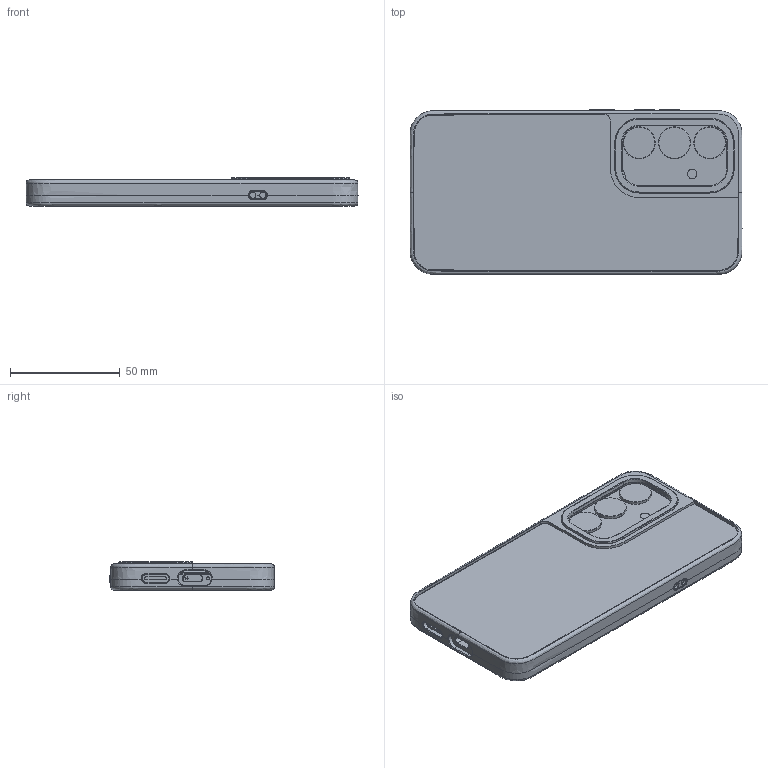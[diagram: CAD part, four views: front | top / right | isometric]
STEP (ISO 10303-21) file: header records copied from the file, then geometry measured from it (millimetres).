
FILE_DESCRIPTION((''),'2;1');
FILE_NAME('SX-S25_ASM','2025-06-12T',('Administrator'),(''),'PRO/ENGINEER BY PARAMETRIC TECHNOLOGY CORPORATION, 2015240','PRO/ENGINEER BY PARAMETRIC TECHNOLOGY CORPORATION, 2015240','');
FILE_SCHEMA(('AUTOMOTIVE_DESIGN_CC2 { 1 2 10303 214 -1 1 5 2 }'));
Products named in the file (5): SX-S25-TPU; SX-S25-JX; SX-S24-PC1; SX-S23-S23-PLUS-S24-S25-PC; SX-S25_ASM
Assembly tree (4 placements, depth 2):
  SX-S25_ASM
    SX-S25-TPU
    SX-S25-JX
    SX-S24-PC1
    SX-S23-S23-PLUS-S24-S25-PC
Bounding box: 151.04 x 75.06 x 12.75 mm (x, y, z)
Volume: 100337.6 mm3; surface area: 60375 mm2
Topology: 4 solids, 4 shells, 777 faces, 1995 edges, 1267 vertices
Faces by surface type: plane 286, bspline 178, cylinder 164, cone 75, extrusion 48, torus 26
Entity records: 45449 total; most frequent: CARTESIAN_POINT 22705, ORIENTED_EDGE 3990, DIRECTION 3033, EDGE_CURVE 1995, PRESENTATION_STYLE_ASSIGNMENT 1595, STYLED_ITEM 1543, CURVE_STYLE 1498, VERTEX_POINT 1267
